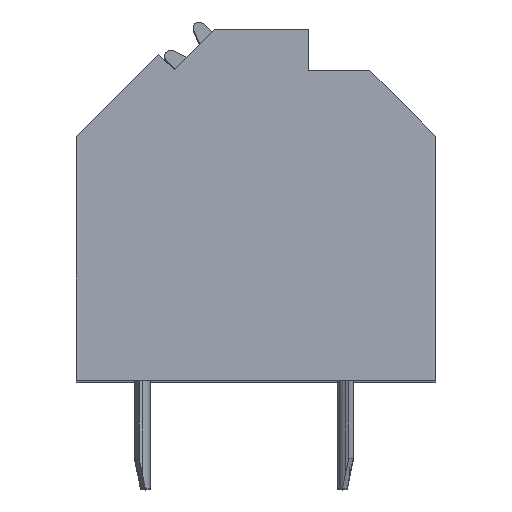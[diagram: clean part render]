
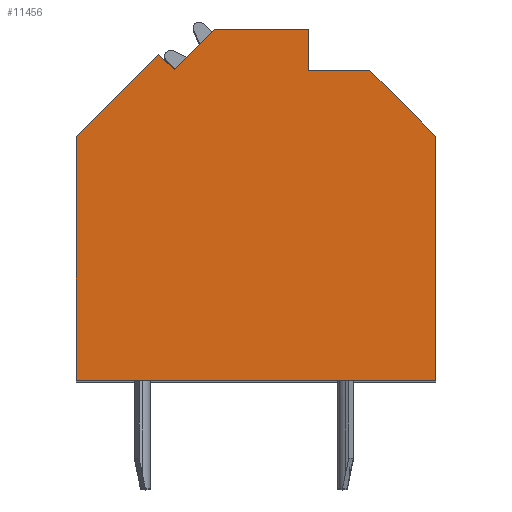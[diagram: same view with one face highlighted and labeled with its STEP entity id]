
A CAD part, top view. The second image highlights one B-rep face of the part: STEP entity #11456.
In plain terms, the highlighted planar face has unit normal (0, 0, 1).
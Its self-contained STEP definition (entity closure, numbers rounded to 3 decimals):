
#3545=DIRECTION('',(-0.707,-0.707,0.));
#3546=VECTOR('',#3545,1.897);
#3547=CARTESIAN_POINT('',(-1.39,5.718,33.885));
#3548=LINE('',#3547,#3546);
#3549=DIRECTION('',(-1.,0.,0.));
#3550=VECTOR('',#3549,3.14);
#3551=CARTESIAN_POINT('',(1.75,5.718,33.885));
#3552=LINE('',#3551,#3550);
#3553=DIRECTION('',(0.,1.,0.));
#3554=VECTOR('',#3553,1.368);
#3555=CARTESIAN_POINT('',(1.75,4.35,33.885));
#3556=LINE('',#3555,#3554);
#3557=DIRECTION('',(-1.,0.,0.));
#3558=VECTOR('',#3557,2.05);
#3559=CARTESIAN_POINT('',(3.8,4.35,33.885));
#3560=LINE('',#3559,#3558);
#3561=DIRECTION('',(-0.707,0.707,0.));
#3562=VECTOR('',#3561,3.111);
#3563=CARTESIAN_POINT('',(6.,2.15,33.885));
#3564=LINE('',#3563,#3562);
#3565=DIRECTION('',(0.,1.,0.));
#3566=VECTOR('',#3565,8.15);
#3567=CARTESIAN_POINT('',(6.,-6.,33.885));
#3568=LINE('',#3567,#3566);
#3569=DIRECTION('',(1.,0.,0.));
#3570=VECTOR('',#3569,12.);
#3571=CARTESIAN_POINT('',(-6.,-6.,33.885));
#3572=LINE('',#3571,#3570);
#3573=DIRECTION('',(0.,-1.,0.));
#3574=VECTOR('',#3573,8.14);
#3575=CARTESIAN_POINT('',(-6.,2.14,33.885));
#3576=LINE('',#3575,#3574);
#3577=DIRECTION('',(-0.707,-0.707,0.));
#3578=VECTOR('',#3577,3.892);
#3579=CARTESIAN_POINT('',(-3.248,4.892,33.885));
#3580=LINE('',#3579,#3578);
#3581=DIRECTION('',(-0.707,0.707,0.));
#3582=VECTOR('',#3581,0.73);
#3583=CARTESIAN_POINT('',(-2.732,4.376,33.885));
#3584=LINE('',#3583,#3582);
#5345=CARTESIAN_POINT('',(-1.39,5.718,33.885));
#5346=CARTESIAN_POINT('',(-2.732,4.376,33.885));
#5347=VERTEX_POINT('',#5345);
#5348=VERTEX_POINT('',#5346);
#5349=CARTESIAN_POINT('',(-3.248,4.892,33.885));
#5350=VERTEX_POINT('',#5349);
#5351=CARTESIAN_POINT('',(-6.,2.14,33.885));
#5352=VERTEX_POINT('',#5351);
#5353=CARTESIAN_POINT('',(-6.,-6.,33.885));
#5354=VERTEX_POINT('',#5353);
#5355=CARTESIAN_POINT('',(6.,-6.,33.885));
#5356=VERTEX_POINT('',#5355);
#5357=CARTESIAN_POINT('',(6.,2.15,33.885));
#5358=VERTEX_POINT('',#5357);
#5359=CARTESIAN_POINT('',(3.8,4.35,33.885));
#5360=VERTEX_POINT('',#5359);
#5361=CARTESIAN_POINT('',(1.75,4.35,33.885));
#5362=VERTEX_POINT('',#5361);
#5363=CARTESIAN_POINT('',(1.75,5.718,33.885));
#5364=VERTEX_POINT('',#5363);
#11439=CARTESIAN_POINT('',(0.,0.,33.885));
#11440=DIRECTION('',(0.,0.,1.));
#11441=DIRECTION('',(1.,0.,0.));
#11442=AXIS2_PLACEMENT_3D('',#11439,#11440,#11441);
#11443=PLANE('',#11442);
#11444=ORIENTED_EDGE('',*,*,#7289,.F.);
#11445=ORIENTED_EDGE('',*,*,#9094,.F.);
#11446=ORIENTED_EDGE('',*,*,#9108,.F.);
#11447=ORIENTED_EDGE('',*,*,#9122,.F.);
#11448=ORIENTED_EDGE('',*,*,#9136,.F.);
#11449=ORIENTED_EDGE('',*,*,#9150,.F.);
#11450=ORIENTED_EDGE('',*,*,#9164,.F.);
#11451=ORIENTED_EDGE('',*,*,#9505,.F.);
#11452=ORIENTED_EDGE('',*,*,#9853,.F.);
#11453=ORIENTED_EDGE('',*,*,#7080,.F.);
#11454=EDGE_LOOP('',(#11444,#11445,#11446,#11447,#11448,#11449,#11450,#11451,
#11452,#11453));
#11455=FACE_OUTER_BOUND('',#11454,.F.);
#7080=EDGE_CURVE('',#5348,#5350,#3584,.T.);
#7289=EDGE_CURVE('',#5347,#5348,#3548,.T.);
#9094=EDGE_CURVE('',#5364,#5347,#3552,.T.);
#9108=EDGE_CURVE('',#5362,#5364,#3556,.T.);
#9122=EDGE_CURVE('',#5360,#5362,#3560,.T.);
#9136=EDGE_CURVE('',#5358,#5360,#3564,.T.);
#9150=EDGE_CURVE('',#5356,#5358,#3568,.T.);
#9164=EDGE_CURVE('',#5354,#5356,#3572,.T.);
#9505=EDGE_CURVE('',#5352,#5354,#3576,.T.);
#9853=EDGE_CURVE('',#5350,#5352,#3580,.T.);
#11456=ADVANCED_FACE('',(#11455),#11443,.T.);
